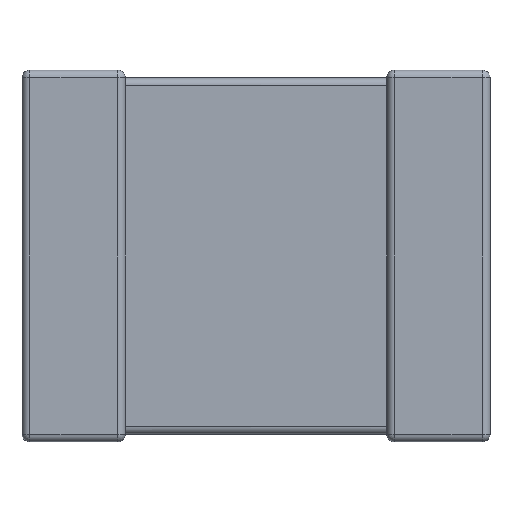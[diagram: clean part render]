
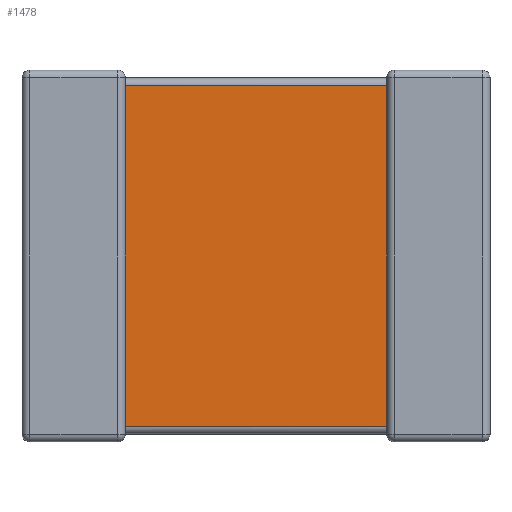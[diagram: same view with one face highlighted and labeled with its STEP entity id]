
A CAD part, front view. The second image highlights one B-rep face of the part: STEP entity #1478.
In plain terms, the highlighted planar face has unit normal (0, -1, 0).
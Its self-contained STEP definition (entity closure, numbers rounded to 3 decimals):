
#173 = LINE ( 'NONE', #2061, #2485 ) ;
#306 = VECTOR ( 'NONE', #2824, 1000. ) ;
#571 = DIRECTION ( 'NONE',  ( 0., -1., 0. ) ) ;
#1177 = VERTEX_POINT ( 'NONE', #1835 ) ;
#1189 = DIRECTION ( 'NONE',  ( 0., 0., 1. ) ) ;
#1196 = VECTOR ( 'NONE', #1189, 1000. ) ;
#1287 = CARTESIAN_POINT ( 'NONE',  ( 2.65, 0.056, -2.588 ) ) ;
#1428 = EDGE_CURVE ( 'NONE', #2438, #1494, #3463, .T. ) ;
#1478 = ADVANCED_FACE ( 'NONE', ( #4474 ), #3116, .T. ) ;
#1494 = VERTEX_POINT ( 'NONE', #1287 ) ;
#1835 = CARTESIAN_POINT ( 'NONE',  ( 0.75, 0.056, -0.112 ) ) ;
#1936 = VERTEX_POINT ( 'NONE', #2793 ) ;
#1968 = ORIENTED_EDGE ( 'NONE', *, *, #1428, .T. ) ;
#2061 = CARTESIAN_POINT ( 'NONE',  ( 0.75, 0.056, -0.112 ) ) ;
#2090 = ORIENTED_EDGE ( 'NONE', *, *, #3001, .F. ) ;
#2152 = ORIENTED_EDGE ( 'NONE', *, *, #2903, .T. ) ;
#2294 = VECTOR ( 'NONE', #3452, 1000. ) ;
#2438 = VERTEX_POINT ( 'NONE', #3061 ) ;
#2485 = VECTOR ( 'NONE', #3492, 1000. ) ;
#2793 = CARTESIAN_POINT ( 'NONE',  ( 2.65, 0.056, -0.112 ) ) ;
#2824 = DIRECTION ( 'NONE',  ( 1., 0., 0. ) ) ;
#2860 = AXIS2_PLACEMENT_3D ( 'NONE', #3459, #571, #4224 ) ;
#2903 = EDGE_CURVE ( 'NONE', #1494, #1936, #3247, .T. ) ;
#3001 = EDGE_CURVE ( 'NONE', #2438, #1177, #3189, .T. ) ;
#3056 = CARTESIAN_POINT ( 'NONE',  ( 0.75, 0.056, -2.7 ) ) ;
#3061 = CARTESIAN_POINT ( 'NONE',  ( 0.75, 0.056, -2.588 ) ) ;
#3116 = PLANE ( 'NONE',  #2860 ) ;
#3189 = LINE ( 'NONE', #3056, #1196 ) ;
#3247 = LINE ( 'NONE', #3882, #2294 ) ;
#3336 = EDGE_LOOP ( 'NONE', ( #2090, #1968, #2152, #3443 ) ) ;
#3443 = ORIENTED_EDGE ( 'NONE', *, *, #4636, .T. ) ;
#3452 = DIRECTION ( 'NONE',  ( 0., 0., 1. ) ) ;
#3459 = CARTESIAN_POINT ( 'NONE',  ( 0.75, 0.056, -2.7 ) ) ;
#3463 = LINE ( 'NONE', #3912, #306 ) ;
#3492 = DIRECTION ( 'NONE',  ( -1., 0., 0. ) ) ;
#3882 = CARTESIAN_POINT ( 'NONE',  ( 2.65, 0.056, -2.7 ) ) ;
#3912 = CARTESIAN_POINT ( 'NONE',  ( 2.65, 0.056, -2.588 ) ) ;
#4224 = DIRECTION ( 'NONE',  ( 0., 0., -1. ) ) ;
#4474 = FACE_OUTER_BOUND ( 'NONE', #3336, .T. ) ;
#4636 = EDGE_CURVE ( 'NONE', #1936, #1177, #173, .T. ) ;
